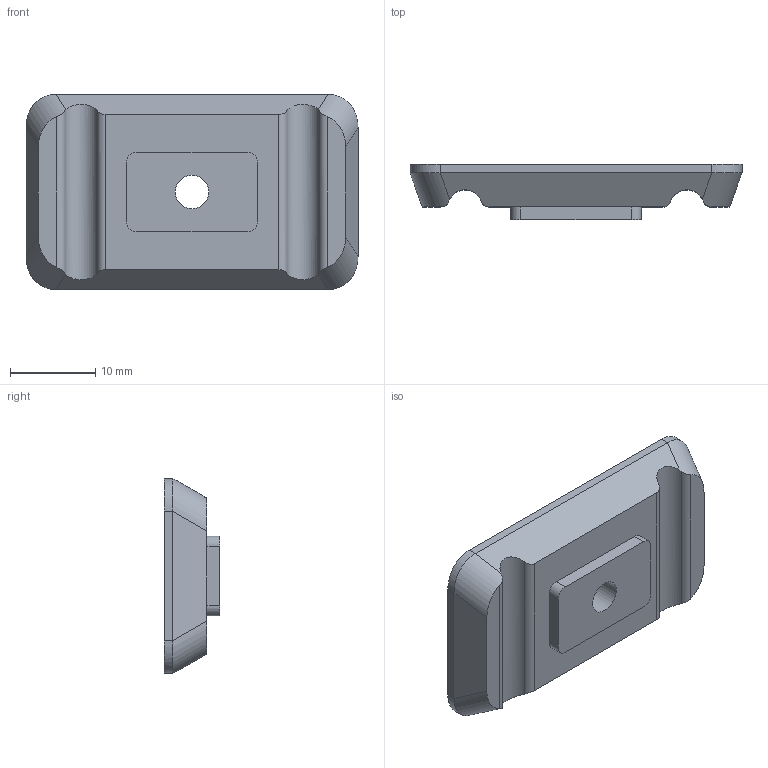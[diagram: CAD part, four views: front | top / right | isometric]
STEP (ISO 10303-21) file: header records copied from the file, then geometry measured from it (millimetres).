
FILE_DESCRIPTION(/* description */ (''),/* implementation_level */ '2;1');
FILE_NAME(/* name */ 'base-m4-tap.step',/* time_stamp */ '2024-05-17T23:06:08-04:00',/* author */ (''),/* organization */ (''),/* preprocessor_version */ 'ST-DEVELOPER v20',/* originating_system */ 'Autodesk Translation Framework v13.14.0.145',/* authorisation */ '');
FILE_SCHEMA (('AUTOMOTIVE_DESIGN { 1 0 10303 214 3 1 1 }'));
Length unit declared in the file: millimetre
Products named in the file (1): base-m4-tap
Bounding box: 38.91 x 6.5 x 22.85 mm (x, y, z)
Volume: 3801.4 mm3; surface area: 2317.8 mm2
Topology: 1 solids, 1 shells, 36 faces, 91 edges, 58 vertices
Faces by surface type: plane 17, cylinder 15, bspline 4
Full cylindrical faces by diameter (mm): 3.9 x1
Entity records: 1167 total; most frequent: CARTESIAN_POINT 260, ORIENTED_EDGE 182, DIRECTION 179, EDGE_CURVE 91, AXIS2_PLACEMENT_3D 63, VERTEX_POINT 58, LINE 53, VECTOR 53
